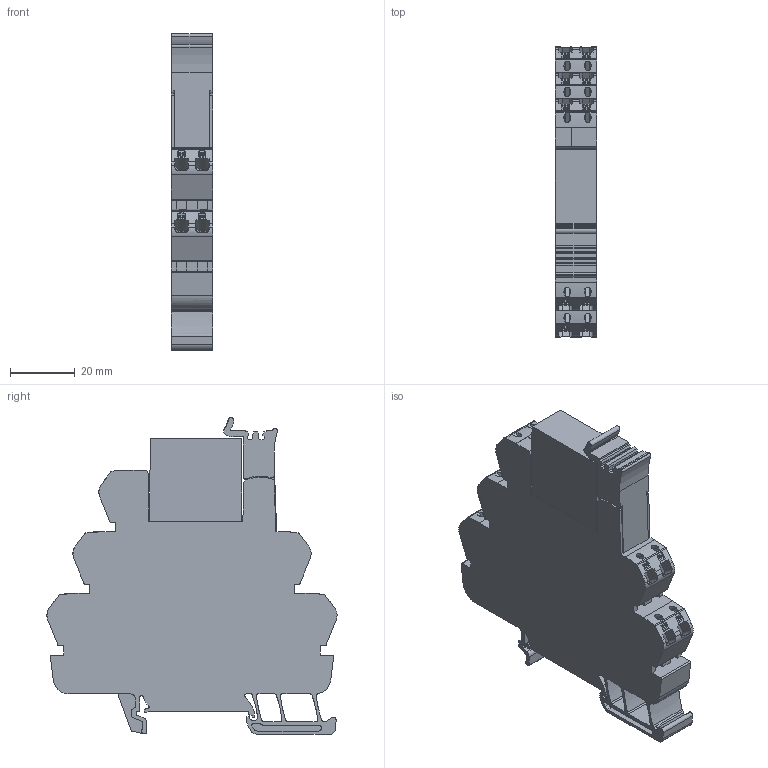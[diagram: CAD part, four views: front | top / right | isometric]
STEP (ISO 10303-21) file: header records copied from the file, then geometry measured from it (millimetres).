
FILE_DESCRIPTION(('CATIA V5 STEP Exchange','CAx-IF Rec.Pracs.--- Model Styling and Organization---1.4--- 2014-01-23'),'2;1');
FILE_NAME ('D1405136_2_2706430000_S3D_TRP_24VUC_2CO_FG.stp','2024-02-26T10:12:38+00:00',('none'),('Weidmueller'),'CATIA Version 5-6 Release 2016 SP3 HF44','CATIA V5 STEP AP214','none');
FILE_SCHEMA(('AUTOMOTIVE_DESIGN { 1 0 10303 214 1 1 1 1 }'));
Length unit declared in the file: millimetre
Products named in the file (1): S3D_TRP_24VUC_2CO_FG
Bounding box: 12.78 x 89.37 x 97.6 mm (x, y, z)
Volume: 70053.8 mm3; surface area: 22640.7 mm2
Topology: 1 solids, 1 shells, 780 faces, 2276 edges, 1520 vertices
Faces by surface type: plane 480, cylinder 188, extrusion 112
Entity records: 28652 total; most frequent: CARTESIAN_POINT 8221, ORIENTED_EDGE 4552, DIRECTION 3174, EDGE_CURVE 2276, VECTOR 1713, LINE 1601, VERTEX_POINT 1520, AXIS2_PLACEMENT_3D 868
